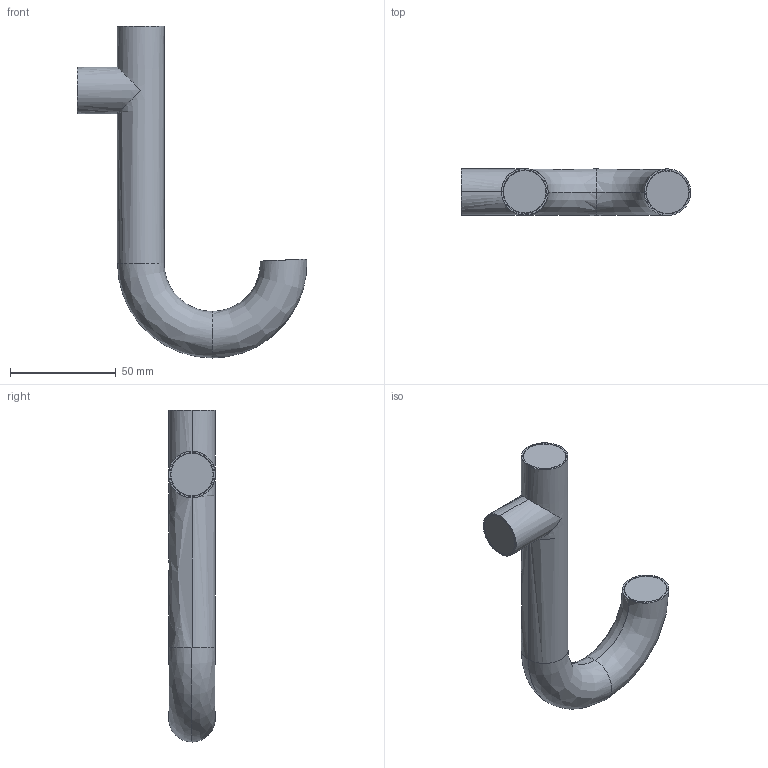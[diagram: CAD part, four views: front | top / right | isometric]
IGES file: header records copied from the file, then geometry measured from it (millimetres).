
Start section: SolidWorks IGES file using analytic representation for surfaces
Global section: file name: Pipe.IGS; native system: SolidWorks 2012; preprocessor: SolidWorks 2012; author: GSGILL; date: 120210.115327; units: millimetre
Bounding box: 108.33 x 22 x 156.64 mm (x, y, z)
Volume: 16514.7 mm3; surface area: 33491.7 mm2
Topology: 4 solids, 4 shells, 31 faces, 64 edges, 40 vertices
Faces by surface type: revolution 16, plane 9, bspline 6
